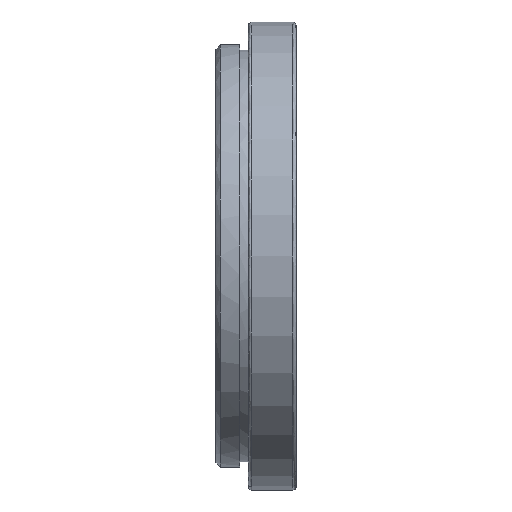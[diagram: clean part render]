
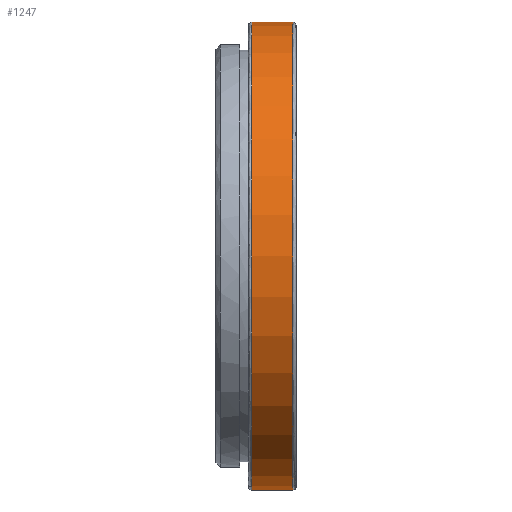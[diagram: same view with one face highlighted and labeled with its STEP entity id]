
A CAD part, front view. The second image highlights one B-rep face of the part: STEP entity #1247.
In plain terms, the highlighted cylindrical face has radius 21.6 mm (diameter 43.2 mm), a full revolution.
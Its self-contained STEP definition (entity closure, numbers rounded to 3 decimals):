
#327 = DIRECTION ( 'NONE',  ( 1., 0., 0. ) ) ;
#374 = DIRECTION ( 'NONE',  ( 1., 0., 0. ) ) ;
#445 = CIRCLE ( 'NONE', #1674, 21.6 ) ;
#503 = CARTESIAN_POINT ( 'NONE',  ( -0.3, 0., 0. ) ) ;
#699 = EDGE_CURVE ( 'NONE', #761, #761, #786, .T. ) ;
#761 = VERTEX_POINT ( 'NONE', #896 ) ;
#764 = ORIENTED_EDGE ( 'NONE', *, *, #699, .F. ) ;
#786 = CIRCLE ( 'NONE', #1563, 21.6 ) ;
#831 = ORIENTED_EDGE ( 'NONE', *, *, #1270, .T. ) ;
#842 = AXIS2_PLACEMENT_3D ( 'NONE', #1518, #1123, #1653 ) ;
#896 = CARTESIAN_POINT ( 'NONE',  ( -0.3, 0., -21.6 ) ) ;
#921 = DIRECTION ( 'NONE',  ( 0., 0., -1. ) ) ;
#984 = CYLINDRICAL_SURFACE ( 'NONE', #842, 21.6 ) ;
#1037 = VERTEX_POINT ( 'NONE', #1678 ) ;
#1116 = FACE_OUTER_BOUND ( 'NONE', #1318, .T. ) ;
#1123 = DIRECTION ( 'NONE',  ( 1., 0., 0. ) ) ;
#1247 = ADVANCED_FACE ( 'NONE', ( #1116, #1646 ), #984, .T. ) ;
#1270 = EDGE_CURVE ( 'NONE', #1037, #1037, #445, .T. ) ;
#1318 = EDGE_LOOP ( 'NONE', ( #831 ) ) ;
#1447 = DIRECTION ( 'NONE',  ( 0., 0., -1. ) ) ;
#1495 = EDGE_LOOP ( 'NONE', ( #764 ) ) ;
#1518 = CARTESIAN_POINT ( 'NONE',  ( 0., 0., 0. ) ) ;
#1563 = AXIS2_PLACEMENT_3D ( 'NONE', #503, #374, #921 ) ;
#1646 = FACE_OUTER_BOUND ( 'NONE', #1495, .T. ) ;
#1653 = DIRECTION ( 'NONE',  ( 0., 0., -1. ) ) ;
#1662 = CARTESIAN_POINT ( 'NONE',  ( -4.1, 0., 0. ) ) ;
#1674 = AXIS2_PLACEMENT_3D ( 'NONE', #1662, #327, #1447 ) ;
#1678 = CARTESIAN_POINT ( 'NONE',  ( -4.1, 0., -21.6 ) ) ;
